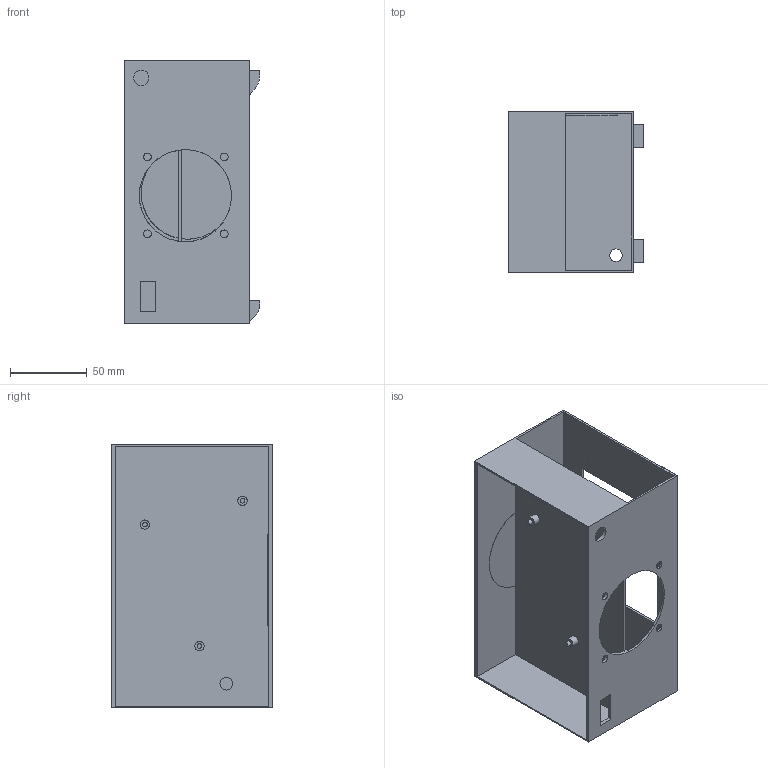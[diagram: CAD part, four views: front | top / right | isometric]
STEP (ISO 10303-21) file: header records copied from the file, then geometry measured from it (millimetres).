
FILE_DESCRIPTION(/* description */ (''),/* implementation_level */ '2;1');
FILE_NAME(/* name */ 'boitier alim mobo v3.step',/* time_stamp */ '2023-04-28T17:30:08+02:00',/* author */ (''),/* organization */ (''),/* preprocessor_version */ 'ST-DEVELOPER v19.2',/* originating_system */ 'Autodesk Translation Framework v12.4.0.73',/* authorisation */ '');
FILE_SCHEMA (('AUTOMOTIVE_DESIGN { 1 0 10303 214 3 1 1 }'));
Length unit declared in the file: millimetre
Products named in the file (1): boitier alim mobo
Bounding box: 88 x 104.8 x 171.4 mm (x, y, z)
Volume: 114518.6 mm3; surface area: 133786.5 mm2
Topology: 2 solids, 2 shells, 84 faces, 220 edges, 142 vertices
Faces by surface type: plane 60, cylinder 24
Full cylindrical faces by diameter (mm): 3 x3, 5 x4, 6 x3, 8.16 x1, 8.408 x1, 10 x1, 60 x3
Entity records: 2668 total; most frequent: DIRECTION 454, CARTESIAN_POINT 447, ORIENTED_EDGE 440, EDGE_CURVE 220, LINE 156, VECTOR 156, AXIS2_PLACEMENT_3D 149, VERTEX_POINT 142
